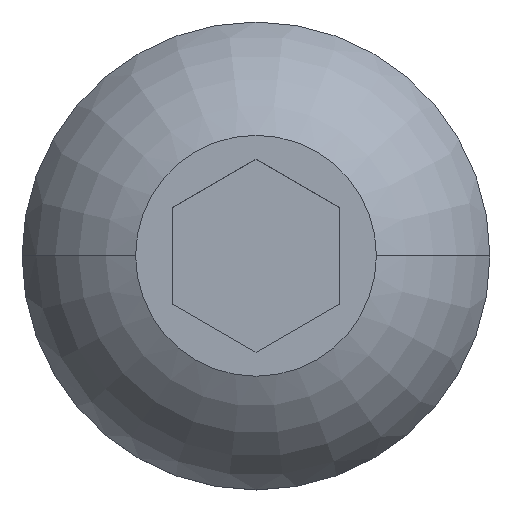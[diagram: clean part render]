
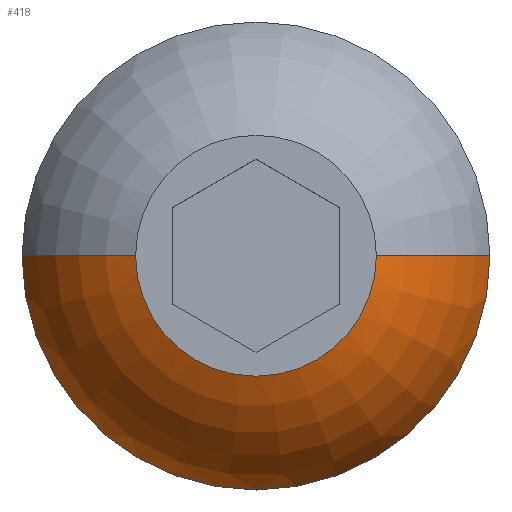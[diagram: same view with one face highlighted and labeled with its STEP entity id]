
A CAD part, top view. The second image highlights one B-rep face of the part: STEP entity #418.
In plain terms, the highlighted toroidal (fillet/blend) face has major radius 1.13 mm and minor radius 6.247 mm.
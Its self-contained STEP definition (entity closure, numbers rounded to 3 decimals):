
#35 = CARTESIAN_POINT ( 'NONE',  ( 0., 0., -1.337 ) ) ;
#44 = DIRECTION ( 'NONE',  ( -1., 0., 0. ) ) ;
#97 = EDGE_LOOP ( 'NONE', ( #686, #639, #769, #107 ) ) ;
#107 = ORIENTED_EDGE ( 'NONE', *, *, #217, .F. ) ;
#108 = CARTESIAN_POINT ( 'NONE',  ( 1.13, 0., -1.337 ) ) ;
#157 = CARTESIAN_POINT ( 'NONE',  ( -3.603, 0., 4.4 ) ) ;
#170 = DIRECTION ( 'NONE',  ( -1., 0., 0. ) ) ;
#184 = TOROIDAL_SURFACE ( 'NONE', #732, 1.13, 6.247 ) ;
#193 = CIRCLE ( 'NONE', #464, 6.247 ) ;
#217 = EDGE_CURVE ( 'NONE', #417, #659, #368, .T. ) ;
#219 = DIRECTION ( 'NONE',  ( -1., 0., 0. ) ) ;
#222 = CARTESIAN_POINT ( 'NONE',  ( 0., 0., 0.8 ) ) ;
#233 = DIRECTION ( 'NONE',  ( 0., 0., -1. ) ) ;
#287 = VERTEX_POINT ( 'NONE', #296 ) ;
#293 = EDGE_CURVE ( 'NONE', #287, #417, #193, .T. ) ;
#296 = CARTESIAN_POINT ( 'NONE',  ( 3.603, 0., 4.4 ) ) ;
#301 = DIRECTION ( 'NONE',  ( 0., -1., 0. ) ) ;
#336 = EDGE_CURVE ( 'NONE', #516, #659, #604, .T. ) ;
#347 = FACE_OUTER_BOUND ( 'NONE', #97, .T. ) ;
#368 = CIRCLE ( 'NONE', #386, 7. ) ;
#386 = AXIS2_PLACEMENT_3D ( 'NONE', #222, #780, #219 ) ;
#417 = VERTEX_POINT ( 'NONE', #758 ) ;
#418 = ADVANCED_FACE ( 'NONE', ( #347 ), #184, .T. ) ;
#423 = CARTESIAN_POINT ( 'NONE',  ( -7., 0., 0.8 ) ) ;
#464 = AXIS2_PLACEMENT_3D ( 'NONE', #108, #666, #170 ) ;
#469 = CARTESIAN_POINT ( 'NONE',  ( 0., 0., 4.4 ) ) ;
#488 = EDGE_CURVE ( 'NONE', #516, #287, #644, .T. ) ;
#503 = AXIS2_PLACEMENT_3D ( 'NONE', #677, #301, #233 ) ;
#516 = VERTEX_POINT ( 'NONE', #157 ) ;
#522 = DIRECTION ( 'NONE',  ( 0., 0., -1. ) ) ;
#604 = CIRCLE ( 'NONE', #503, 6.247 ) ;
#639 = ORIENTED_EDGE ( 'NONE', *, *, #488, .F. ) ;
#644 = CIRCLE ( 'NONE', #695, 3.603 ) ;
#650 = DIRECTION ( 'NONE',  ( -1., 0., 0. ) ) ;
#659 = VERTEX_POINT ( 'NONE', #423 ) ;
#666 = DIRECTION ( 'NONE',  ( 0., 1., 0. ) ) ;
#677 = CARTESIAN_POINT ( 'NONE',  ( -1.13, 0., -1.337 ) ) ;
#686 = ORIENTED_EDGE ( 'NONE', *, *, #293, .F. ) ;
#695 = AXIS2_PLACEMENT_3D ( 'NONE', #469, #789, #44 ) ;
#732 = AXIS2_PLACEMENT_3D ( 'NONE', #35, #522, #650 ) ;
#758 = CARTESIAN_POINT ( 'NONE',  ( 7., 0., 0.8 ) ) ;
#769 = ORIENTED_EDGE ( 'NONE', *, *, #336, .T. ) ;
#780 = DIRECTION ( 'NONE',  ( 0., 0., -1. ) ) ;
#789 = DIRECTION ( 'NONE',  ( 0., 0., 1. ) ) ;
